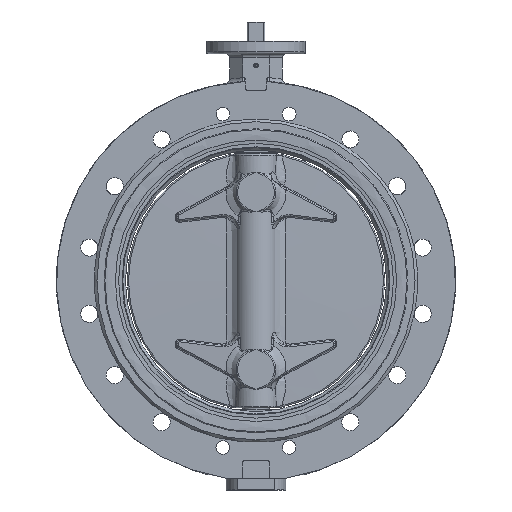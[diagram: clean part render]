
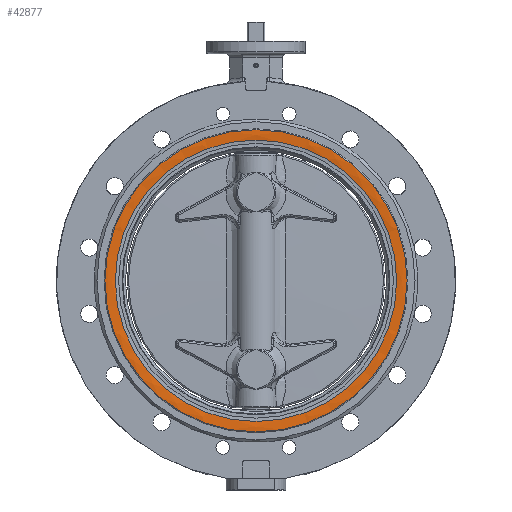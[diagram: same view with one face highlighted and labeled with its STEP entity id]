
A CAD part, left-side view. The second image highlights one B-rep face of the part: STEP entity #42877.
In plain terms, the highlighted free-form (B-spline) face has degree [2, 2] with [3, 9] control points.
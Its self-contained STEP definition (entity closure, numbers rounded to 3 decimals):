
#42711=CARTESIAN_POINT('',(-52.74,228.932,0.));
#42712=VERTEX_POINT('',#42711);
#42713=CARTESIAN_POINT('',(-52.74,0.,0.));
#42714=DIRECTION('',(1.0,0.0,0.0));
#42715=DIRECTION('',(0.0,-1.0,0.0));
#42716=AXIS2_PLACEMENT_3D('',#42713,#42714,#42715);
#42717=CIRCLE('',#42716,228.932);
#42718=EDGE_CURVE('',#42712,#42712,#42717,.T.);
#42821=CARTESIAN_POINT('',(-52.107,213.184,0.));
#42822=VERTEX_POINT('',#42821);
#42823=CARTESIAN_POINT('',(-52.107,0.,0.));
#42824=DIRECTION('',(-1.0,0.0,0.0));
#42825=DIRECTION('',(0.0,1.0,0.0));
#42826=AXIS2_PLACEMENT_3D('',#42823,#42824,#42825);
#42827=CIRCLE('',#42826,213.184);
#42828=EDGE_CURVE('',#42822,#42822,#42827,.T.);
#42836=CARTESIAN_POINT('',(-52.107,0.,-213.184));
#42837=CARTESIAN_POINT('',(-54.114,0.,-223.0));
#42838=CARTESIAN_POINT('',(-52.107,0.,-232.816));
#42839=CARTESIAN_POINT('',(-52.107,-213.184,-213.184));
#42840=CARTESIAN_POINT('',(-54.114,-223.,-223.));
#42841=CARTESIAN_POINT('',(-52.107,-232.816,-232.816));
#42842=CARTESIAN_POINT('',(-52.107,-213.184,0.));
#42843=CARTESIAN_POINT('',(-54.114,-223.0,0.));
#42844=CARTESIAN_POINT('',(-52.107,-232.816,0.));
#42845=CARTESIAN_POINT('',(-52.107,-213.184,213.184));
#42846=CARTESIAN_POINT('',(-54.114,-223.,223.));
#42847=CARTESIAN_POINT('',(-52.107,-232.816,232.816));
#42848=CARTESIAN_POINT('',(-52.107,0.,213.184));
#42849=CARTESIAN_POINT('',(-54.114,0.,223.0));
#42850=CARTESIAN_POINT('',(-52.107,0.,232.816));
#42851=CARTESIAN_POINT('',(-52.107,213.184,213.184));
#42852=CARTESIAN_POINT('',(-54.114,223.,223.));
#42853=CARTESIAN_POINT('',(-52.107,232.816,232.816));
#42854=CARTESIAN_POINT('',(-52.107,213.184,0.));
#42855=CARTESIAN_POINT('',(-54.114,223.0,0.));
#42856=CARTESIAN_POINT('',(-52.107,232.816,0.));
#42857=CARTESIAN_POINT('',(-52.107,213.184,-213.184));
#42858=CARTESIAN_POINT('',(-54.114,223.,-223.));
#42859=CARTESIAN_POINT('',(-52.107,232.816,-232.816));
#42860=CARTESIAN_POINT('',(-52.107,0.,-213.184));
#42861=CARTESIAN_POINT('',(-54.114,0.,-223.0));
#42862=CARTESIAN_POINT('',(-52.107,0.,-232.816));
#42870=(BOUNDED_SURFACE()B_SPLINE_SURFACE(2,2,((#42836,#42839,#42842,#42845,#42848,#42851,#42854,#42857,#42860),(#42837,#42840,#42843,#42846,#42849,#42852,#42855,#42858,#42861),(#42838,#42841,#42844,#42847,#42850,#42853,#42856,#42859,#42862)),.UNSPECIFIED.,.F.,.T.,.U.)B_SPLINE_SURFACE_WITH_KNOTS((3,3),(3,2,2,2,3),(-1.772,-1.369),(0.0,1.571,3.142,4.712,6.283),.UNSPECIFIED.)GEOMETRIC_REPRESENTATION_ITEM()RATIONAL_B_SPLINE_SURFACE(((1.0,0.707,1.0,0.707,1.0,0.707,1.0,0.707,1.0),(0.98,0.693,0.98,0.693,0.98,0.693,0.98,0.693,0.98),(1.0,0.707,1.0,0.707,1.0,0.707,1.0,0.707,1.0)))REPRESENTATION_ITEM('')SURFACE());
#42871=ORIENTED_EDGE('',*,*,#42828,.F.);
#42872=EDGE_LOOP('',(#42871));
#42873=FACE_OUTER_BOUND('',#42872,.T.);
#42874=ORIENTED_EDGE('',*,*,#42718,.F.);
#42875=EDGE_LOOP('',(#42874));
#42876=FACE_BOUND('',#42875,.T.);
#42877=ADVANCED_FACE('',(#42873,#42876),#42870,.T.);
